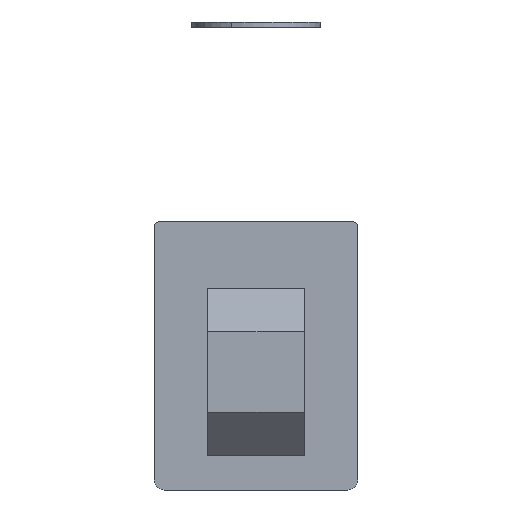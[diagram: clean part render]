
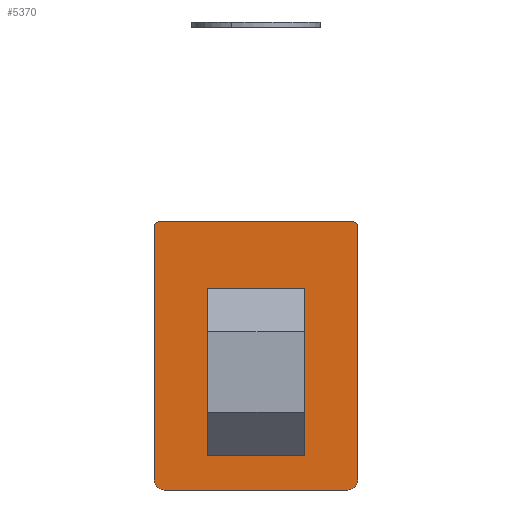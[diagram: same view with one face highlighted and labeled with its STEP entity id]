
A CAD part, front view. The second image highlights one B-rep face of the part: STEP entity #5370.
In plain terms, the highlighted planar face has unit normal (0, -1, 0).
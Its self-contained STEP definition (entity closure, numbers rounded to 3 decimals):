
#1 = VERTEX_POINT ( 'NONE', #4584 ) ;
#27 = DIRECTION ( 'NONE',  ( 0., 0., 1. ) ) ;
#36 = DIRECTION ( 'NONE',  ( 0., 1., 0. ) ) ;
#42 = CARTESIAN_POINT ( 'NONE',  ( 9.75, 0., -13.55 ) ) ;
#161 = LINE ( 'NONE', #755, #5212 ) ;
#270 = DIRECTION ( 'NONE',  ( 0., 0., -1. ) ) ;
#318 = DIRECTION ( 'NONE',  ( 0., -1., 0. ) ) ;
#339 = CARTESIAN_POINT ( 'NONE',  ( 0., 0., -25. ) ) ;
#347 = DIRECTION ( 'NONE',  ( -1., 0., 0. ) ) ;
#349 = DIRECTION ( 'NONE',  ( 0., -1., 0. ) ) ;
#357 = CARTESIAN_POINT ( 'NONE',  ( 1., 0., -24. ) ) ;
#417 = ORIENTED_EDGE ( 'NONE', *, *, #1911, .T. ) ;
#419 = CARTESIAN_POINT ( 'NONE',  ( 19., 0., -0.5 ) ) ;
#436 = ORIENTED_EDGE ( 'NONE', *, *, #2266, .T. ) ;
#537 = CIRCLE ( 'NONE', #5882, 4.5 ) ;
#593 = VERTEX_POINT ( 'NONE', #610 ) ;
#596 = AXIS2_PLACEMENT_3D ( 'NONE', #5798, #5973, #1809 ) ;
#610 = CARTESIAN_POINT ( 'NONE',  ( 0., 0., -0.5 ) ) ;
#640 = ORIENTED_EDGE ( 'NONE', *, *, #4903, .T. ) ;
#715 = ORIENTED_EDGE ( 'NONE', *, *, #5287, .F. ) ;
#740 = DIRECTION ( 'NONE',  ( 0., 0., 1. ) ) ;
#755 = CARTESIAN_POINT ( 'NONE',  ( 19., 0., -25. ) ) ;
#949 = VERTEX_POINT ( 'NONE', #5047 ) ;
#965 = PLANE ( 'NONE',  #4109 ) ;
#1043 = VECTOR ( 'NONE', #2697, 1000. ) ;
#1054 = VERTEX_POINT ( 'NONE', #6625 ) ;
#1128 = CARTESIAN_POINT ( 'NONE',  ( 5.25, 0., -13.55 ) ) ;
#1178 = DIRECTION ( 'NONE',  ( 1., 0., 0. ) ) ;
#1193 = DIRECTION ( 'NONE',  ( 0., 1., 0. ) ) ;
#1330 = ORIENTED_EDGE ( 'NONE', *, *, #3149, .T. ) ;
#1348 = LINE ( 'NONE', #1707, #3994 ) ;
#1382 = ORIENTED_EDGE ( 'NONE', *, *, #2361, .T. ) ;
#1415 = CARTESIAN_POINT ( 'NONE',  ( 0.5, 0., -0.5 ) ) ;
#1433 = ORIENTED_EDGE ( 'NONE', *, *, #2552, .T. ) ;
#1636 = DIRECTION ( 'NONE',  ( 0., 0., 1. ) ) ;
#1695 = VERTEX_POINT ( 'NONE', #2634 ) ;
#1698 = CARTESIAN_POINT ( 'NONE',  ( 0., 0., -25. ) ) ;
#1707 = CARTESIAN_POINT ( 'NONE',  ( 0., 0., 0. ) ) ;
#1715 = ORIENTED_EDGE ( 'NONE', *, *, #2007, .T. ) ;
#1786 = LINE ( 'NONE', #2274, #1935 ) ;
#1809 = DIRECTION ( 'NONE',  ( 0., 0., 1. ) ) ;
#1852 = CARTESIAN_POINT ( 'NONE',  ( 0., 0., -9.05 ) ) ;
#1858 = DIRECTION ( 'NONE',  ( 1., 0., 0. ) ) ;
#1886 = VECTOR ( 'NONE', #2693, 1000. ) ;
#1911 = EDGE_CURVE ( 'NONE', #5677, #6492, #1786, .T. ) ;
#1935 = VECTOR ( 'NONE', #2301, 1000. ) ;
#1960 = CIRCLE ( 'NONE', #5788, 1. ) ;
#2007 = EDGE_CURVE ( 'NONE', #5243, #5677, #5041, .T. ) ;
#2025 = AXIS2_PLACEMENT_3D ( 'NONE', #1415, #1193, #1178 ) ;
#2027 = LINE ( 'NONE', #2666, #1886 ) ;
#2086 = LINE ( 'NONE', #2654, #5031 ) ;
#2105 = VECTOR ( 'NONE', #1636, 1000. ) ;
#2138 = DIRECTION ( 'NONE',  ( 0., 0., -1. ) ) ;
#2158 = DIRECTION ( 'NONE',  ( 0., 1., 0. ) ) ;
#2177 = CARTESIAN_POINT ( 'NONE',  ( 18., 0., -24. ) ) ;
#2184 = EDGE_CURVE ( 'NONE', #3515, #2253, #161, .T. ) ;
#2253 = VERTEX_POINT ( 'NONE', #419 ) ;
#2266 = EDGE_CURVE ( 'NONE', #5533, #949, #5736, .T. ) ;
#2274 = CARTESIAN_POINT ( 'NONE',  ( 13.75, 0., -25. ) ) ;
#2301 = DIRECTION ( 'NONE',  ( 0., 0., -1. ) ) ;
#2361 = EDGE_CURVE ( 'NONE', #3959, #5243, #537, .T. ) ;
#2547 = DIRECTION ( 'NONE',  ( 1., 0., 0. ) ) ;
#2552 = EDGE_CURVE ( 'NONE', #5691, #3437, #1348, .T. ) ;
#2564 = CARTESIAN_POINT ( 'NONE',  ( 13.75, 0., -9.05 ) ) ;
#2600 = EDGE_CURVE ( 'NONE', #5691, #2253, #6674, .T. ) ;
#2634 = CARTESIAN_POINT ( 'NONE',  ( 18., 0., -25. ) ) ;
#2654 = CARTESIAN_POINT ( 'NONE',  ( 0., 0., -25. ) ) ;
#2666 = CARTESIAN_POINT ( 'NONE',  ( 5.25, 0., -25. ) ) ;
#2693 = DIRECTION ( 'NONE',  ( 0., 0., 1. ) ) ;
#2696 = CARTESIAN_POINT ( 'NONE',  ( 18.5, 0., 0. ) ) ;
#2697 = DIRECTION ( 'NONE',  ( -1., 0., 0. ) ) ;
#2759 = CARTESIAN_POINT ( 'NONE',  ( 0., 0., -18.95 ) ) ;
#3140 = ORIENTED_EDGE ( 'NONE', *, *, #5071, .T. ) ;
#3149 = EDGE_CURVE ( 'NONE', #1, #3959, #2027, .T. ) ;
#3319 = DIRECTION ( 'NONE',  ( -1., 0., 0. ) ) ;
#3437 = VERTEX_POINT ( 'NONE', #5187 ) ;
#3450 = CARTESIAN_POINT ( 'NONE',  ( 9.75, 0., -9.05 ) ) ;
#3515 = VERTEX_POINT ( 'NONE', #4153 ) ;
#3622 = EDGE_CURVE ( 'NONE', #3515, #1695, #1960, .T. ) ;
#3764 = LINE ( 'NONE', #2759, #1043 ) ;
#3959 = VERTEX_POINT ( 'NONE', #1128 ) ;
#3994 = VECTOR ( 'NONE', #3319, 1000. ) ;
#4035 = AXIS2_PLACEMENT_3D ( 'NONE', #357, #349, #347 ) ;
#4067 = DIRECTION ( 'NONE',  ( 0., 0., 1. ) ) ;
#4109 = AXIS2_PLACEMENT_3D ( 'NONE', #339, #318, #270 ) ;
#4122 = DIRECTION ( 'NONE',  ( 0., 1., 0. ) ) ;
#4142 = CARTESIAN_POINT ( 'NONE',  ( 9.25, 0., -14.45 ) ) ;
#4153 = CARTESIAN_POINT ( 'NONE',  ( 19., 0., -24. ) ) ;
#4315 = AXIS2_PLACEMENT_3D ( 'NONE', #4142, #4122, #4067 ) ;
#4342 = EDGE_CURVE ( 'NONE', #593, #3437, #6485, .T. ) ;
#4460 = FACE_BOUND ( 'NONE', #6600, .T. ) ;
#4530 = FACE_OUTER_BOUND ( 'NONE', #5262, .T. ) ;
#4584 = CARTESIAN_POINT ( 'NONE',  ( 5.25, 0., -18.95 ) ) ;
#4832 = EDGE_CURVE ( 'NONE', #1054, #1, #3764, .T. ) ;
#4891 = CARTESIAN_POINT ( 'NONE',  ( 13.75, 0., -14.45 ) ) ;
#4903 = EDGE_CURVE ( 'NONE', #949, #1695, #2086, .T. ) ;
#4914 = CARTESIAN_POINT ( 'NONE',  ( 0., 0., -24. ) ) ;
#4981 = VECTOR ( 'NONE', #1858, 1000. ) ;
#5031 = VECTOR ( 'NONE', #2547, 1000. ) ;
#5041 = LINE ( 'NONE', #1852, #4981 ) ;
#5047 = CARTESIAN_POINT ( 'NONE',  ( 1., 0., -25. ) ) ;
#5071 = EDGE_CURVE ( 'NONE', #6492, #1054, #6339, .T. ) ;
#5187 = CARTESIAN_POINT ( 'NONE',  ( 0.5, 0., 0. ) ) ;
#5212 = VECTOR ( 'NONE', #740, 1000. ) ;
#5243 = VERTEX_POINT ( 'NONE', #3450 ) ;
#5262 = EDGE_LOOP ( 'NONE', ( #1433, #6007, #715, #436, #640, #5403, #5443, #5974 ) ) ;
#5287 = EDGE_CURVE ( 'NONE', #5533, #593, #6396, .T. ) ;
#5370 = ADVANCED_FACE ( 'NONE', ( #4460, #4530 ), #965, .T. ) ;
#5403 = ORIENTED_EDGE ( 'NONE', *, *, #3622, .F. ) ;
#5443 = ORIENTED_EDGE ( 'NONE', *, *, #2184, .T. ) ;
#5533 = VERTEX_POINT ( 'NONE', #4914 ) ;
#5677 = VERTEX_POINT ( 'NONE', #2564 ) ;
#5691 = VERTEX_POINT ( 'NONE', #2696 ) ;
#5736 = CIRCLE ( 'NONE', #4035, 1. ) ;
#5788 = AXIS2_PLACEMENT_3D ( 'NONE', #2177, #2158, #2138 ) ;
#5798 = CARTESIAN_POINT ( 'NONE',  ( 18.5, 0., -0.5 ) ) ;
#5882 = AXIS2_PLACEMENT_3D ( 'NONE', #42, #36, #27 ) ;
#5973 = DIRECTION ( 'NONE',  ( 0., 1., 0. ) ) ;
#5974 = ORIENTED_EDGE ( 'NONE', *, *, #2600, .F. ) ;
#6007 = ORIENTED_EDGE ( 'NONE', *, *, #4342, .F. ) ;
#6339 = CIRCLE ( 'NONE', #4315, 4.5 ) ;
#6373 = ORIENTED_EDGE ( 'NONE', *, *, #4832, .T. ) ;
#6396 = LINE ( 'NONE', #1698, #2105 ) ;
#6485 = CIRCLE ( 'NONE', #2025, 0.5 ) ;
#6492 = VERTEX_POINT ( 'NONE', #4891 ) ;
#6600 = EDGE_LOOP ( 'NONE', ( #6373, #1330, #1382, #1715, #417, #3140 ) ) ;
#6625 = CARTESIAN_POINT ( 'NONE',  ( 9.25, 0., -18.95 ) ) ;
#6674 = CIRCLE ( 'NONE', #596, 0.5 ) ;
